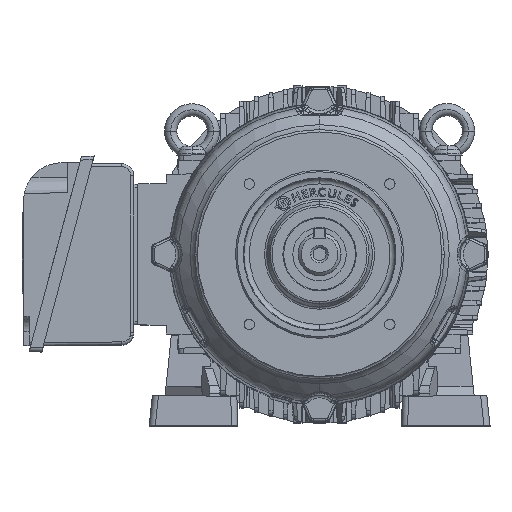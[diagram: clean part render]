
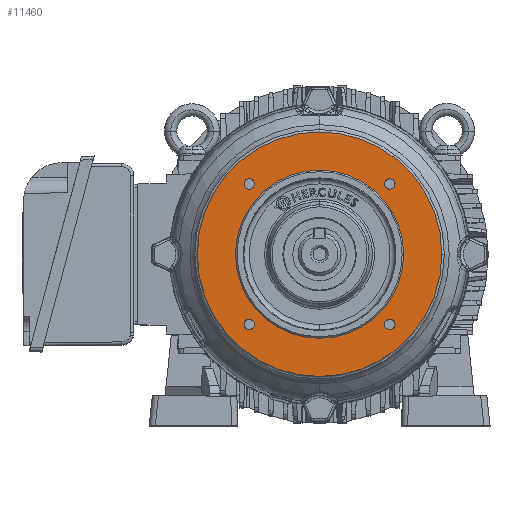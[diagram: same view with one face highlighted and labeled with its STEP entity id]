
A CAD part, top view. The second image highlights one B-rep face of the part: STEP entity #11460.
In plain terms, the highlighted planar face has unit normal (0, 0, 1).
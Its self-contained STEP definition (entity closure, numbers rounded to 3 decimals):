
#225 = EDGE_LOOP ( 'NONE', ( #20729, #8329 ) ) ;
#426 = EDGE_LOOP ( 'NONE', ( #55882, #19037 ) ) ;
#2758 = DIRECTION ( 'NONE',  ( 0., 0., 1. ) ) ;
#3043 = EDGE_CURVE ( 'NONE', #17228, #46349, #27461, .T. ) ;
#3839 = ORIENTED_EDGE ( 'NONE', *, *, #51257, .F. ) ;
#4466 = CARTESIAN_POINT ( 'NONE',  ( 45.962, 45.962, 76. ) ) ;
#4652 = DIRECTION ( 'NONE',  ( 1., 0., 0. ) ) ;
#6383 = CIRCLE ( 'NONE', #50473, 3.4 ) ;
#7503 = ORIENTED_EDGE ( 'NONE', *, *, #17202, .F. ) ;
#8329 = ORIENTED_EDGE ( 'NONE', *, *, #10968, .F. ) ;
#8378 = FACE_BOUND ( 'NONE', #62226, .T. ) ;
#8549 = DIRECTION ( 'NONE',  ( 1., 0., 0. ) ) ;
#8971 = CIRCLE ( 'NONE', #56434, 3.4 ) ;
#9657 = DIRECTION ( 'NONE',  ( 0., 0., 1. ) ) ;
#10188 = DIRECTION ( 'NONE',  ( 1., 0., 0. ) ) ;
#10680 = CIRCLE ( 'NONE', #52615, 80. ) ;
#10902 = DIRECTION ( 'NONE',  ( 0., 0., 1. ) ) ;
#10968 = EDGE_CURVE ( 'NONE', #46349, #17228, #24736, .T. ) ;
#11322 = ORIENTED_EDGE ( 'NONE', *, *, #42780, .F. ) ;
#11386 = CARTESIAN_POINT ( 'NONE',  ( 49.362, 45.962, 76. ) ) ;
#11460 = ADVANCED_FACE ( 'NONE', ( #30860, #62618, #15277, #36367, #8378, #50548 ), #41899, .F. ) ;
#11578 = EDGE_CURVE ( 'NONE', #28343, #14632, #24293, .T. ) ;
#11822 = CARTESIAN_POINT ( 'NONE',  ( -42.562, 45.962, 76. ) ) ;
#11885 = CIRCLE ( 'NONE', #25173, 80. ) ;
#11987 = CARTESIAN_POINT ( 'NONE',  ( 42.562, 45.962, 76. ) ) ;
#12253 = ORIENTED_EDGE ( 'NONE', *, *, #25912, .T. ) ;
#14632 = VERTEX_POINT ( 'NONE', #11822 ) ;
#14866 = VERTEX_POINT ( 'NONE', #11386 ) ;
#14887 = DIRECTION ( 'NONE',  ( 1., 0., 0. ) ) ;
#15277 = FACE_BOUND ( 'NONE', #16040, .T. ) ;
#15544 = VERTEX_POINT ( 'NONE', #47674 ) ;
#15607 = DIRECTION ( 'NONE',  ( 0., 0., -1. ) ) ;
#15702 = CARTESIAN_POINT ( 'NONE',  ( 0., 0., 76. ) ) ;
#15751 = DIRECTION ( 'NONE',  ( 1., 0., 0. ) ) ;
#15849 = DIRECTION ( 'NONE',  ( 1., 0., 0. ) ) ;
#15947 = DIRECTION ( 'NONE',  ( -1., 0., 0. ) ) ;
#16040 = EDGE_LOOP ( 'NONE', ( #7503, #26152 ) ) ;
#16086 = VERTEX_POINT ( 'NONE', #30532 ) ;
#16102 = DIRECTION ( 'NONE',  ( 0., 0., 1. ) ) ;
#17202 = EDGE_CURVE ( 'NONE', #35197, #15544, #30145, .T. ) ;
#17228 = VERTEX_POINT ( 'NONE', #27363 ) ;
#17498 = DIRECTION ( 'NONE',  ( 0., 0., 1. ) ) ;
#17725 = CARTESIAN_POINT ( 'NONE',  ( 45.962, -45.962, 76. ) ) ;
#17965 = CARTESIAN_POINT ( 'NONE',  ( -45.962, -45.962, 76. ) ) ;
#19037 = ORIENTED_EDGE ( 'NONE', *, *, #11578, .F. ) ;
#19724 = CARTESIAN_POINT ( 'NONE',  ( -80., 0., 76. ) ) ;
#19979 = VERTEX_POINT ( 'NONE', #11987 ) ;
#20729 = ORIENTED_EDGE ( 'NONE', *, *, #3043, .F. ) ;
#20746 = AXIS2_PLACEMENT_3D ( 'NONE', #4466, #9657, #15849 ) ;
#22509 = DIRECTION ( 'NONE',  ( 1., 0., 0. ) ) ;
#23446 = CARTESIAN_POINT ( 'NONE',  ( 0., 0., 76. ) ) ;
#24293 = CIRCLE ( 'NONE', #26424, 3.4 ) ;
#24736 = CIRCLE ( 'NONE', #46817, 55. ) ;
#24778 = DIRECTION ( 'NONE',  ( 1., 0., 0. ) ) ;
#25173 = AXIS2_PLACEMENT_3D ( 'NONE', #15702, #57867, #4652 ) ;
#25912 = EDGE_CURVE ( 'NONE', #35356, #55291, #10680, .T. ) ;
#26152 = ORIENTED_EDGE ( 'NONE', *, *, #44182, .F. ) ;
#26424 = AXIS2_PLACEMENT_3D ( 'NONE', #34244, #2758, #22509 ) ;
#27363 = CARTESIAN_POINT ( 'NONE',  ( 55., 0., 76. ) ) ;
#27461 = CIRCLE ( 'NONE', #67131, 55. ) ;
#28343 = VERTEX_POINT ( 'NONE', #45115 ) ;
#28513 = EDGE_CURVE ( 'NONE', #55291, #35356, #11885, .T. ) ;
#29396 = AXIS2_PLACEMENT_3D ( 'NONE', #59999, #17498, #64497 ) ;
#30145 = CIRCLE ( 'NONE', #65449, 3.4 ) ;
#30532 = CARTESIAN_POINT ( 'NONE',  ( 42.562, -45.962, 76. ) ) ;
#30860 = FACE_BOUND ( 'NONE', #225, .T. ) ;
#31154 = DIRECTION ( 'NONE',  ( 0., 0., 1. ) ) ;
#31690 = CARTESIAN_POINT ( 'NONE',  ( 45.962, -45.962, 76. ) ) ;
#32300 = CARTESIAN_POINT ( 'NONE',  ( 80., 0., 76. ) ) ;
#34244 = CARTESIAN_POINT ( 'NONE',  ( -45.962, 45.962, 76. ) ) ;
#35197 = VERTEX_POINT ( 'NONE', #40617 ) ;
#35356 = VERTEX_POINT ( 'NONE', #32300 ) ;
#35791 = ORIENTED_EDGE ( 'NONE', *, *, #43258, .F. ) ;
#36367 = FACE_BOUND ( 'NONE', #426, .T. ) ;
#36488 = CARTESIAN_POINT ( 'NONE',  ( -45.962, -45.962, 76. ) ) ;
#36627 = EDGE_LOOP ( 'NONE', ( #12253, #38206 ) ) ;
#38206 = ORIENTED_EDGE ( 'NONE', *, *, #28513, .T. ) ;
#38425 = CARTESIAN_POINT ( 'NONE',  ( 0., 0., 76. ) ) ;
#39058 = DIRECTION ( 'NONE',  ( 0., 0., 1. ) ) ;
#40432 = EDGE_CURVE ( 'NONE', #19979, #14866, #60455, .T. ) ;
#40617 = CARTESIAN_POINT ( 'NONE',  ( -42.562, -45.962, 76. ) ) ;
#41866 = AXIS2_PLACEMENT_3D ( 'NONE', #36488, #10902, #10188 ) ;
#41899 = PLANE ( 'NONE',  #61666 ) ;
#42780 = EDGE_CURVE ( 'NONE', #45219, #16086, #6383, .T. ) ;
#43235 = DIRECTION ( 'NONE',  ( 1., 0., 0. ) ) ;
#43258 = EDGE_CURVE ( 'NONE', #16086, #45219, #57189, .T. ) ;
#43597 = DIRECTION ( 'NONE',  ( 1., 0., 0. ) ) ;
#44182 = EDGE_CURVE ( 'NONE', #15544, #35197, #46255, .T. ) ;
#44285 = DIRECTION ( 'NONE',  ( 0., 0., 1. ) ) ;
#45115 = CARTESIAN_POINT ( 'NONE',  ( -49.362, 45.962, 76. ) ) ;
#45219 = VERTEX_POINT ( 'NONE', #68112 ) ;
#45529 = DIRECTION ( 'NONE',  ( 0., 0., 1. ) ) ;
#46255 = CIRCLE ( 'NONE', #41866, 3.4 ) ;
#46349 = VERTEX_POINT ( 'NONE', #47383 ) ;
#46527 = DIRECTION ( 'NONE',  ( 0., 0., 1. ) ) ;
#46817 = AXIS2_PLACEMENT_3D ( 'NONE', #38425, #44285, #43597 ) ;
#47383 = CARTESIAN_POINT ( 'NONE',  ( -55., 0., 76. ) ) ;
#47674 = CARTESIAN_POINT ( 'NONE',  ( -49.362, -45.962, 76. ) ) ;
#47746 = CARTESIAN_POINT ( 'NONE',  ( 0., 0., 76. ) ) ;
#50178 = DIRECTION ( 'NONE',  ( 0., 0., 1. ) ) ;
#50473 = AXIS2_PLACEMENT_3D ( 'NONE', #31690, #16102, #15751 ) ;
#50548 = FACE_OUTER_BOUND ( 'NONE', #36627, .T. ) ;
#51257 = EDGE_CURVE ( 'NONE', #14866, #19979, #8971, .T. ) ;
#51716 = CARTESIAN_POINT ( 'NONE',  ( 45.962, 45.962, 76. ) ) ;
#52615 = AXIS2_PLACEMENT_3D ( 'NONE', #62926, #31154, #14887 ) ;
#52624 = EDGE_LOOP ( 'NONE', ( #11322, #35791 ) ) ;
#55291 = VERTEX_POINT ( 'NONE', #19724 ) ;
#55882 = ORIENTED_EDGE ( 'NONE', *, *, #59938, .F. ) ;
#56434 = AXIS2_PLACEMENT_3D ( 'NONE', #51716, #46527, #24778 ) ;
#57189 = CIRCLE ( 'NONE', #61584, 3.4 ) ;
#57660 = ORIENTED_EDGE ( 'NONE', *, *, #40432, .F. ) ;
#57867 = DIRECTION ( 'NONE',  ( 0., 0., 1. ) ) ;
#59197 = CIRCLE ( 'NONE', #29396, 3.4 ) ;
#59891 = DIRECTION ( 'NONE',  ( 1., 0., 0. ) ) ;
#59938 = EDGE_CURVE ( 'NONE', #14632, #28343, #59197, .T. ) ;
#59999 = CARTESIAN_POINT ( 'NONE',  ( -45.962, 45.962, 76. ) ) ;
#60455 = CIRCLE ( 'NONE', #20746, 3.4 ) ;
#61584 = AXIS2_PLACEMENT_3D ( 'NONE', #17725, #50178, #59891 ) ;
#61666 = AXIS2_PLACEMENT_3D ( 'NONE', #47746, #15607, #15947 ) ;
#62226 = EDGE_LOOP ( 'NONE', ( #3839, #57660 ) ) ;
#62618 = FACE_BOUND ( 'NONE', #52624, .T. ) ;
#62926 = CARTESIAN_POINT ( 'NONE',  ( 0., 0., 76. ) ) ;
#64497 = DIRECTION ( 'NONE',  ( 1., 0., 0. ) ) ;
#65449 = AXIS2_PLACEMENT_3D ( 'NONE', #17965, #39058, #43235 ) ;
#67131 = AXIS2_PLACEMENT_3D ( 'NONE', #23446, #45529, #8549 ) ;
#68112 = CARTESIAN_POINT ( 'NONE',  ( 49.362, -45.962, 76. ) ) ;
